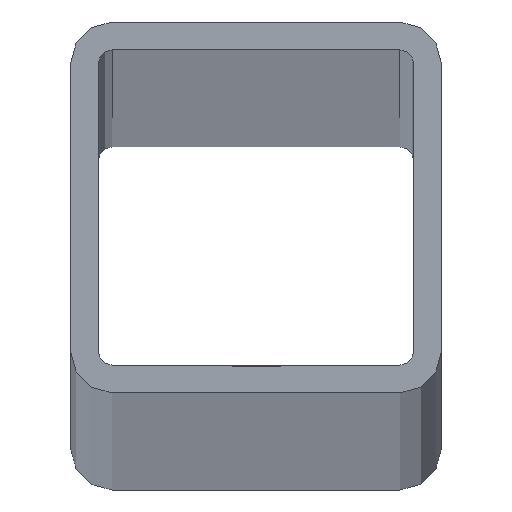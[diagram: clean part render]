
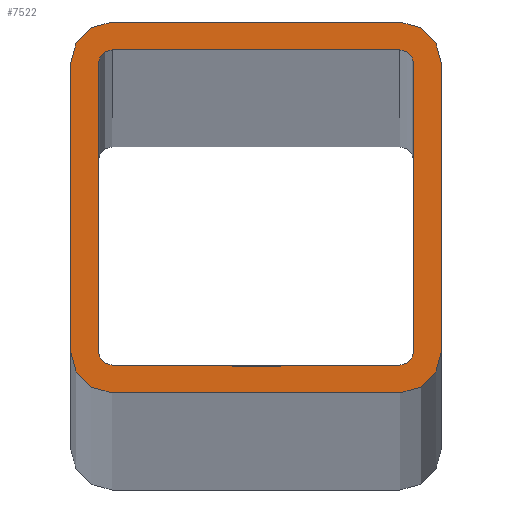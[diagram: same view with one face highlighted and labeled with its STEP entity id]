
A CAD part, top view. The second image highlights one B-rep face of the part: STEP entity #7522.
In plain terms, the highlighted planar face has unit normal (0, 0, 1).
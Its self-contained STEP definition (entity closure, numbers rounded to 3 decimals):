
#15 = DIRECTION ( 'NONE',  ( 1., 0., 0. ) ) ;
#72 = CARTESIAN_POINT ( 'NONE',  ( -15.5, -20., 0. ) ) ;
#194 = CARTESIAN_POINT ( 'NONE',  ( -15.5, 17., 0. ) ) ;
#231 = ORIENTED_EDGE ( 'NONE', *, *, #6605, .F. ) ;
#263 = CARTESIAN_POINT ( 'NONE',  ( 0., 17., 0. ) ) ;
#285 = EDGE_CURVE ( 'NONE', #7938, #10949, #10309, .T. ) ;
#405 = CARTESIAN_POINT ( 'NONE',  ( 15.5, 15.5, 0. ) ) ;
#461 = VECTOR ( 'NONE', #10806, 1000. ) ;
#476 = EDGE_CURVE ( 'NONE', #1788, #6855, #9410, .T. ) ;
#480 = DIRECTION ( 'NONE',  ( 1., 0., 0. ) ) ;
#530 = DIRECTION ( 'NONE',  ( 0., 1., 0. ) ) ;
#634 = ORIENTED_EDGE ( 'NONE', *, *, #4486, .F. ) ;
#720 = DIRECTION ( 'NONE',  ( 1., 0., 0. ) ) ;
#726 = CARTESIAN_POINT ( 'NONE',  ( -15.5, 20., 0. ) ) ;
#727 = CARTESIAN_POINT ( 'NONE',  ( -15.5, 15.5, 0. ) ) ;
#813 = CARTESIAN_POINT ( 'NONE',  ( 17., 0., 0. ) ) ;
#1199 = LINE ( 'NONE', #263, #4667 ) ;
#1321 = ORIENTED_EDGE ( 'NONE', *, *, #1992, .F. ) ;
#1400 = DIRECTION ( 'NONE',  ( 1., 0., 0. ) ) ;
#1426 = AXIS2_PLACEMENT_3D ( 'NONE', #4804, #5723, #15 ) ;
#1557 = CARTESIAN_POINT ( 'NONE',  ( 15.5, -20., 0. ) ) ;
#1612 = DIRECTION ( 'NONE',  ( 0., 0., 1. ) ) ;
#1635 = CARTESIAN_POINT ( 'NONE',  ( 15.5, -15.5, 0. ) ) ;
#1706 = DIRECTION ( 'NONE',  ( 0., 0., 1. ) ) ;
#1788 = VERTEX_POINT ( 'NONE', #194 ) ;
#1992 = EDGE_CURVE ( 'NONE', #6855, #8959, #8528, .T. ) ;
#1995 = VERTEX_POINT ( 'NONE', #9980 ) ;
#2008 = EDGE_CURVE ( 'NONE', #2109, #1995, #3180, .T. ) ;
#2109 = VERTEX_POINT ( 'NONE', #726 ) ;
#2119 = CIRCLE ( 'NONE', #11806, 1.5 ) ;
#2169 = ORIENTED_EDGE ( 'NONE', *, *, #6442, .T. ) ;
#2193 = ORIENTED_EDGE ( 'NONE', *, *, #6192, .T. ) ;
#2274 = EDGE_CURVE ( 'NONE', #4616, #3200, #8521, .T. ) ;
#2289 = DIRECTION ( 'NONE',  ( 1., 0., 0. ) ) ;
#2294 = DIRECTION ( 'NONE',  ( 0., 0., 1. ) ) ;
#2318 = EDGE_CURVE ( 'NONE', #10183, #4616, #8230, .T. ) ;
#2419 = CARTESIAN_POINT ( 'NONE',  ( -15.5, 15.5, 0. ) ) ;
#2554 = DIRECTION ( 'NONE',  ( 1., 0., 0. ) ) ;
#2589 = VERTEX_POINT ( 'NONE', #2810 ) ;
#2810 = CARTESIAN_POINT ( 'NONE',  ( 17., -15.5, 0. ) ) ;
#2909 = EDGE_CURVE ( 'NONE', #5458, #3031, #4677, .T. ) ;
#2963 = ORIENTED_EDGE ( 'NONE', *, *, #285, .T. ) ;
#3031 = VERTEX_POINT ( 'NONE', #4028 ) ;
#3160 = DIRECTION ( 'NONE',  ( 1., 0., 0. ) ) ;
#3180 = CIRCLE ( 'NONE', #9742, 4.5 ) ;
#3193 = AXIS2_PLACEMENT_3D ( 'NONE', #1635, #1706, #9351 ) ;
#3200 = VERTEX_POINT ( 'NONE', #4444 ) ;
#3239 = DIRECTION ( 'NONE',  ( -1., 0., 0. ) ) ;
#3308 = LINE ( 'NONE', #11702, #461 ) ;
#3438 = LINE ( 'NONE', #4912, #5643 ) ;
#3532 = CARTESIAN_POINT ( 'NONE',  ( -15.5, -17., 0. ) ) ;
#3741 = CARTESIAN_POINT ( 'NONE',  ( 17., 15.5, 0. ) ) ;
#3762 = AXIS2_PLACEMENT_3D ( 'NONE', #405, #5043, #3160 ) ;
#4000 = AXIS2_PLACEMENT_3D ( 'NONE', #727, #8261, #2554 ) ;
#4023 = LINE ( 'NONE', #11080, #5203 ) ;
#4028 = CARTESIAN_POINT ( 'NONE',  ( 15.5, 17., 0. ) ) ;
#4160 = EDGE_CURVE ( 'NONE', #1995, #7938, #3308, .T. ) ;
#4259 = ORIENTED_EDGE ( 'NONE', *, *, #2318, .T. ) ;
#4334 = LINE ( 'NONE', #7331, #11259 ) ;
#4353 = VERTEX_POINT ( 'NONE', #1557 ) ;
#4390 = DIRECTION ( 'NONE',  ( 0., 0., 1. ) ) ;
#4427 = CARTESIAN_POINT ( 'NONE',  ( 20., 20., 0. ) ) ;
#4444 = CARTESIAN_POINT ( 'NONE',  ( 15.5, 20., 0. ) ) ;
#4486 = EDGE_CURVE ( 'NONE', #3031, #1788, #1199, .T. ) ;
#4616 = VERTEX_POINT ( 'NONE', #9193 ) ;
#4667 = VECTOR ( 'NONE', #3239, 1000. ) ;
#4677 = CIRCLE ( 'NONE', #6282, 1.5 ) ;
#4728 = ORIENTED_EDGE ( 'NONE', *, *, #2274, .T. ) ;
#4747 = CARTESIAN_POINT ( 'NONE',  ( 15.5, 15.5, 0. ) ) ;
#4795 = DIRECTION ( 'NONE',  ( -1., 0., 0. ) ) ;
#4804 = CARTESIAN_POINT ( 'NONE',  ( -15.5, -15.5, 0. ) ) ;
#4912 = CARTESIAN_POINT ( 'NONE',  ( -20., 20., 0. ) ) ;
#5001 = ORIENTED_EDGE ( 'NONE', *, *, #476, .F. ) ;
#5037 = ORIENTED_EDGE ( 'NONE', *, *, #2909, .F. ) ;
#5043 = DIRECTION ( 'NONE',  ( 0., 0., 1. ) ) ;
#5203 = VECTOR ( 'NONE', #720, 1000. ) ;
#5304 = VERTEX_POINT ( 'NONE', #3532 ) ;
#5314 = CARTESIAN_POINT ( 'NONE',  ( 20., -15.5, 0. ) ) ;
#5377 = PLANE ( 'NONE',  #5888 ) ;
#5458 = VERTEX_POINT ( 'NONE', #3741 ) ;
#5632 = DIRECTION ( 'NONE',  ( 0., 0., 1. ) ) ;
#5643 = VECTOR ( 'NONE', #4795, 1000. ) ;
#5688 = VECTOR ( 'NONE', #530, 1000. ) ;
#5723 = DIRECTION ( 'NONE',  ( 0., 0., 1. ) ) ;
#5888 = AXIS2_PLACEMENT_3D ( 'NONE', #10085, #4390, #10983 ) ;
#6054 = ORIENTED_EDGE ( 'NONE', *, *, #12182, .F. ) ;
#6091 = CARTESIAN_POINT ( 'NONE',  ( -15.5, -15.5, 0. ) ) ;
#6192 = EDGE_CURVE ( 'NONE', #3200, #2109, #3438, .T. ) ;
#6282 = AXIS2_PLACEMENT_3D ( 'NONE', #4747, #5632, #11313 ) ;
#6351 = DIRECTION ( 'NONE',  ( 1., 0., 0. ) ) ;
#6354 = EDGE_CURVE ( 'NONE', #10949, #4353, #4334, .T. ) ;
#6442 = EDGE_CURVE ( 'NONE', #4353, #10183, #9484, .T. ) ;
#6591 = VECTOR ( 'NONE', #10023, 1000. ) ;
#6605 = EDGE_CURVE ( 'NONE', #5304, #11989, #4023, .T. ) ;
#6855 = VERTEX_POINT ( 'NONE', #9786 ) ;
#6960 = LINE ( 'NONE', #813, #10361 ) ;
#7331 = CARTESIAN_POINT ( 'NONE',  ( -20., -20., 0. ) ) ;
#7522 = ADVANCED_FACE ( 'NONE', ( #10801, #11676 ), #5377, .T. ) ;
#7690 = ORIENTED_EDGE ( 'NONE', *, *, #8447, .F. ) ;
#7938 = VERTEX_POINT ( 'NONE', #8169 ) ;
#7968 = ORIENTED_EDGE ( 'NONE', *, *, #4160, .T. ) ;
#8135 = CARTESIAN_POINT ( 'NONE',  ( -17., 0., 0. ) ) ;
#8169 = CARTESIAN_POINT ( 'NONE',  ( -20., -15.5, 0. ) ) ;
#8230 = LINE ( 'NONE', #4427, #5688 ) ;
#8261 = DIRECTION ( 'NONE',  ( 0., 0., 1. ) ) ;
#8447 = EDGE_CURVE ( 'NONE', #2589, #5458, #6960, .T. ) ;
#8521 = CIRCLE ( 'NONE', #3762, 4.5 ) ;
#8528 = LINE ( 'NONE', #8135, #6591 ) ;
#8959 = VERTEX_POINT ( 'NONE', #11598 ) ;
#9193 = CARTESIAN_POINT ( 'NONE',  ( 20., 15.5, 0. ) ) ;
#9195 = ORIENTED_EDGE ( 'NONE', *, *, #6354, .T. ) ;
#9262 = ORIENTED_EDGE ( 'NONE', *, *, #2008, .T. ) ;
#9351 = DIRECTION ( 'NONE',  ( 1., 0., 0. ) ) ;
#9410 = CIRCLE ( 'NONE', #4000, 1.5 ) ;
#9484 = CIRCLE ( 'NONE', #3193, 4.5 ) ;
#9742 = AXIS2_PLACEMENT_3D ( 'NONE', #2419, #11990, #480 ) ;
#9786 = CARTESIAN_POINT ( 'NONE',  ( -17., 15.5, 0. ) ) ;
#9978 = CARTESIAN_POINT ( 'NONE',  ( 15.5, -17., 0. ) ) ;
#9980 = CARTESIAN_POINT ( 'NONE',  ( -20., 15.5, 0. ) ) ;
#10023 = DIRECTION ( 'NONE',  ( 0., -1., 0. ) ) ;
#10085 = CARTESIAN_POINT ( 'NONE',  ( 0., 0., 0. ) ) ;
#10157 = CIRCLE ( 'NONE', #11572, 1.5 ) ;
#10183 = VERTEX_POINT ( 'NONE', #5314 ) ;
#10309 = CIRCLE ( 'NONE', #1426, 4.5 ) ;
#10361 = VECTOR ( 'NONE', #12200, 1000. ) ;
#10801 = FACE_BOUND ( 'NONE', #11361, .T. ) ;
#10806 = DIRECTION ( 'NONE',  ( 0., -1., 0. ) ) ;
#10949 = VERTEX_POINT ( 'NONE', #72 ) ;
#10983 = DIRECTION ( 'NONE',  ( 1., 0., 0. ) ) ;
#11080 = CARTESIAN_POINT ( 'NONE',  ( 0., -17., 0. ) ) ;
#11174 = CARTESIAN_POINT ( 'NONE',  ( 15.5, -15.5, 0. ) ) ;
#11259 = VECTOR ( 'NONE', #2289, 1000. ) ;
#11313 = DIRECTION ( 'NONE',  ( 1., 0., 0. ) ) ;
#11361 = EDGE_LOOP ( 'NONE', ( #634, #5037, #7690, #6054, #231, #12062, #1321, #5001 ) ) ;
#11572 = AXIS2_PLACEMENT_3D ( 'NONE', #6091, #2294, #1400 ) ;
#11598 = CARTESIAN_POINT ( 'NONE',  ( -17., -15.5, 0. ) ) ;
#11638 = EDGE_LOOP ( 'NONE', ( #2193, #9262, #7968, #2963, #9195, #2169, #4259, #4728 ) ) ;
#11676 = FACE_OUTER_BOUND ( 'NONE', #11638, .T. ) ;
#11702 = CARTESIAN_POINT ( 'NONE',  ( -20., 20., 0. ) ) ;
#11806 = AXIS2_PLACEMENT_3D ( 'NONE', #11174, #1612, #6351 ) ;
#11974 = EDGE_CURVE ( 'NONE', #8959, #5304, #10157, .T. ) ;
#11989 = VERTEX_POINT ( 'NONE', #9978 ) ;
#11990 = DIRECTION ( 'NONE',  ( 0., 0., 1. ) ) ;
#12062 = ORIENTED_EDGE ( 'NONE', *, *, #11974, .F. ) ;
#12182 = EDGE_CURVE ( 'NONE', #11989, #2589, #2119, .T. ) ;
#12200 = DIRECTION ( 'NONE',  ( 0., 1., 0. ) ) ;
